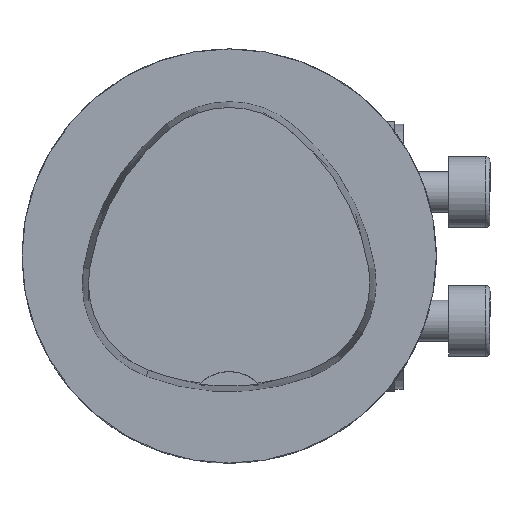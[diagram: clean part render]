
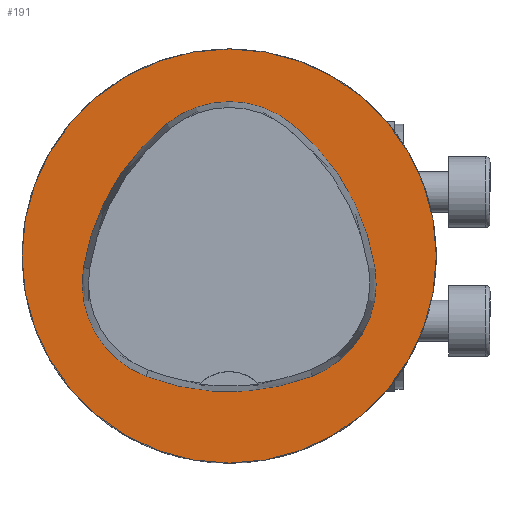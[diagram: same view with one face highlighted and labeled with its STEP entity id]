
A CAD part, top view. The second image highlights one B-rep face of the part: STEP entity #191.
In plain terms, the highlighted planar face has unit normal (0, 0, 1).
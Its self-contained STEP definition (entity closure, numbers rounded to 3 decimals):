
#72=PLANE('',#1246);
#191=ADVANCED_FACE('',(#360,#361),#72,.T.);
#360=FACE_BOUND('',#443,.T.);
#361=FACE_BOUND('',#444,.T.);
#443=EDGE_LOOP('',(#753,#754,#755,#756,#757,#758));
#444=EDGE_LOOP('',(#759));
#753=ORIENTED_EDGE('',*,*,#1033,.T.);
#754=ORIENTED_EDGE('',*,*,#1013,.T.);
#755=ORIENTED_EDGE('',*,*,#1017,.T.);
#756=ORIENTED_EDGE('',*,*,#1020,.T.);
#757=ORIENTED_EDGE('',*,*,#1023,.T.);
#758=ORIENTED_EDGE('',*,*,#1031,.T.);
#759=ORIENTED_EDGE('',*,*,#923,.F.);
#820=VERTEX_POINT('',#1672);
#885=VERTEX_POINT('',#1971);
#886=VERTEX_POINT('',#1972);
#889=VERTEX_POINT('',#1980);
#891=VERTEX_POINT('',#1986);
#893=VERTEX_POINT('',#1992);
#900=VERTEX_POINT('',#2013);
#923=EDGE_CURVE('',#820,#820,#1051,.T.);
#1013=EDGE_CURVE('',#885,#886,#1077,.T.);
#1017=EDGE_CURVE('',#886,#889,#1079,.T.);
#1020=EDGE_CURVE('',#889,#891,#1081,.T.);
#1023=EDGE_CURVE('',#891,#893,#1083,.T.);
#1031=EDGE_CURVE('',#893,#900,#1087,.T.);
#1033=EDGE_CURVE('',#900,#885,#1089,.T.);
#1051=CIRCLE('',#1137,25.);
#1077=CIRCLE('',#1224,28.);
#1079=CIRCLE('',#1227,12.);
#1081=CIRCLE('',#1230,28.);
#1083=CIRCLE('',#1233,12.);
#1087=CIRCLE('',#1238,28.);
#1089=CIRCLE('',#1241,12.);
#1137=AXIS2_PLACEMENT_3D('',#1671,#1296,#1297);
#1224=AXIS2_PLACEMENT_3D('',#1970,#1497,#1498);
#1227=AXIS2_PLACEMENT_3D('',#1979,#1505,#1506);
#1230=AXIS2_PLACEMENT_3D('',#1985,#1512,#1513);
#1233=AXIS2_PLACEMENT_3D('',#1991,#1519,#1520);
#1238=AXIS2_PLACEMENT_3D('',#2014,#1531,#1532);
#1241=AXIS2_PLACEMENT_3D('',#2017,#1537,#1538);
#1246=AXIS2_PLACEMENT_3D('',#2022,#1547,#1548);
#1296=DIRECTION('',(0.,0.,-1.));
#1297=DIRECTION('',(-1.,0.,0.));
#1497=DIRECTION('',(0.,0.,-1.));
#1498=DIRECTION('',(-1.,0.,0.));
#1505=DIRECTION('',(0.,0.,-1.));
#1506=DIRECTION('',(-1.,0.,0.));
#1512=DIRECTION('',(0.,0.,-1.));
#1513=DIRECTION('',(-1.,0.,0.));
#1519=DIRECTION('',(0.,0.,-1.));
#1520=DIRECTION('',(-1.,0.,0.));
#1531=DIRECTION('',(0.,0.,-1.));
#1532=DIRECTION('',(-1.,0.,0.));
#1537=DIRECTION('',(0.,0.,-1.));
#1538=DIRECTION('',(-1.,0.,0.));
#1547=DIRECTION('',(0.,0.,1.));
#1548=DIRECTION('',(1.,0.,0.));
#1671=CARTESIAN_POINT('',(0.,0.,0.));
#1672=CARTESIAN_POINT('',(-25.,0.,0.));
#1970=CARTESIAN_POINT('',(10.068,-5.824,0.));
#1971=CARTESIAN_POINT('',(-17.584,-1.424,0.));
#1972=CARTESIAN_POINT('',(-7.531,15.953,0.));
#1979=CARTESIAN_POINT('',(0.011,6.62,0.));
#1980=CARTESIAN_POINT('',(7.567,15.942,0.));
#1985=CARTESIAN_POINT('',(-10.063,-5.81,0.));
#1986=CARTESIAN_POINT('',(17.59,-1.418,0.));
#1991=CARTESIAN_POINT('',(5.739,-3.3,0.));
#1992=CARTESIAN_POINT('',(10.05,-14.499,0.));
#2013=CARTESIAN_POINT('',(-10.025,-14.516,0.));
#2014=CARTESIAN_POINT('',(-0.01,11.631,0.));
#2017=CARTESIAN_POINT('',(-5.733,-3.31,0.));
#2022=CARTESIAN_POINT('',(0.,0.,0.));
